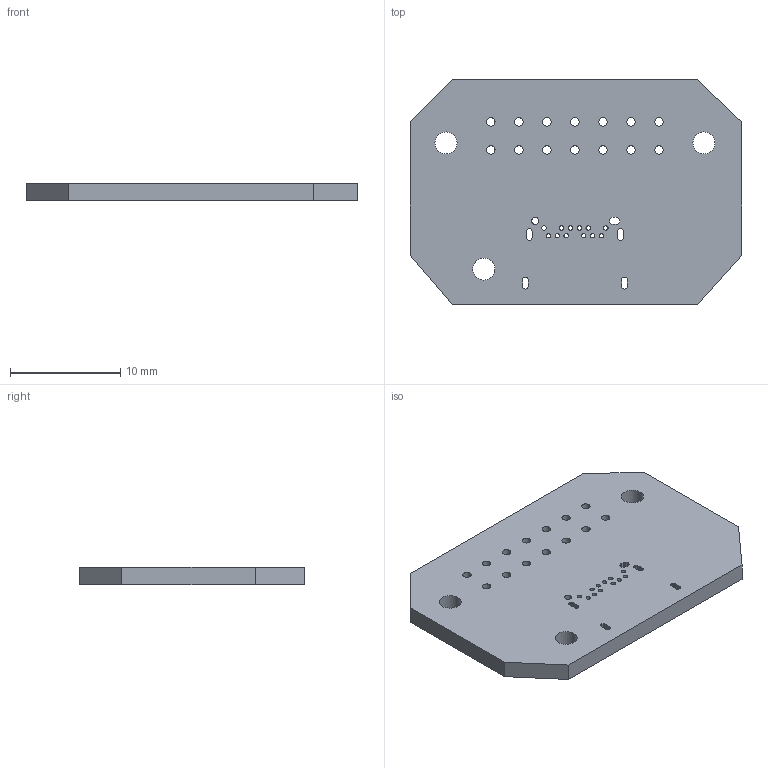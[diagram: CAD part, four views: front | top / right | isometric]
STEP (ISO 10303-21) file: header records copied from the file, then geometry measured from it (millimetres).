
FILE_DESCRIPTION(('KiCad electronic assembly'),'2;1');
FILE_NAME('SaberCord_Copy_Female.step','2024-02-07T22:56:37',('Pcbnew'), ('Kicad'),'Open CASCADE STEP processor 7.6','KiCad to STEP converter', 'Unknown');
FILE_SCHEMA(('AUTOMOTIVE_DESIGN { 1 0 10303 214 1 1 1 1 }'));
Length unit declared in the file: millimetre
Products named in the file (2): SaberCord_Copy_Female 1; SaberCord_Copy_Female PCB
Assembly tree (1 placements, depth 2):
  SaberCord_Copy_Female 1
    SaberCord_Copy_Female PCB
Bounding box: 30.04 x 20.32 x 1.6 mm (x, y, z)
Volume: 892.7 mm3; surface area: 1395.1 mm2
Topology: 1 solids, 1 shells, 132 faces, 390 edges, 260 vertices
Faces by surface type: plane 102, cylinder 30
Full cylindrical faces by diameter (mm): 0.4 x12, 0.65 x1, 0.762 x14, 2 x3
Entity records: 9807 total; most frequent: CARTESIAN_POINT 1928, DIRECTION 1434, LINE 1046, VECTOR 1046, ORIENTED_EDGE 780, PCURVE 780, DEFINITIONAL_REPRESENTATION 780, EDGE_CURVE 390
